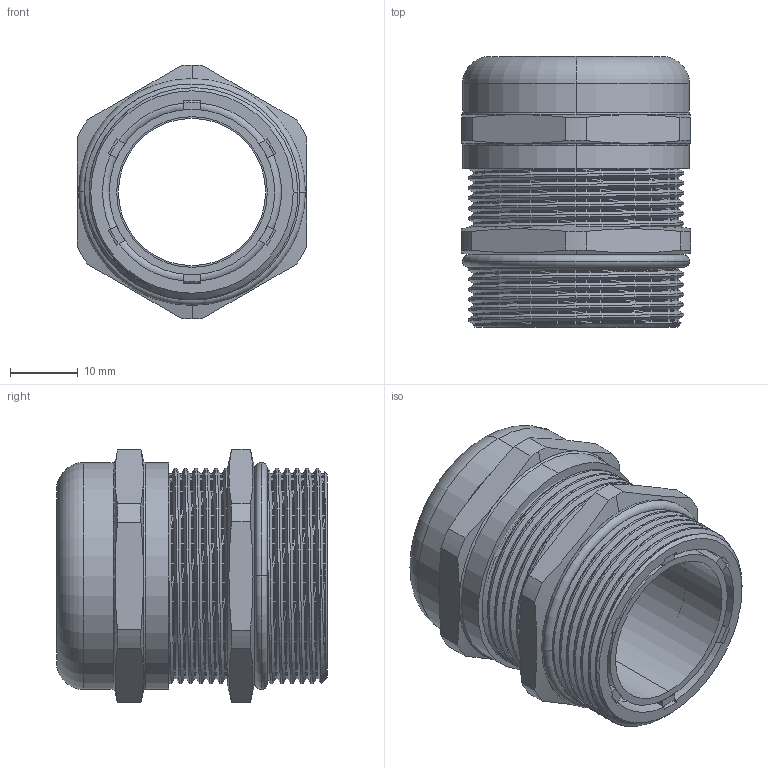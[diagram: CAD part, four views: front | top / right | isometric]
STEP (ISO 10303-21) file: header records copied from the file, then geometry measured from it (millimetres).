
FILE_DESCRIPTION (( 'STEP AP203' ), '1' );
FILE_NAME ('2532.STEP', '2025-09-26T13:32:17', ( '' ), ( '' ), 'SwSTEP 2.0', 'SolidWorks 2022', '' );
FILE_SCHEMA (( 'CONFIG_CONTROL_DESIGN' ));
Length unit declared in the file: millimetre
Products named in the file (7): Guarnizione; 2532-Corpo; 2532; Gabbia; Oring gabbia; 2532-Testina; Oring Corpo
Assembly tree (6 placements, depth 2):
  2532
    2532-Corpo
    Gabbia
    Oring gabbia
    Oring Corpo
    2532-Testina
    Guarnizione
Bounding box: 34 x 40.1 x 37.6 mm (x, y, z)
Volume: 14644.3 mm3; surface area: 22340.5 mm2
Topology: 12 solids, 12 shells, 449 faces, 1200 edges, 783 vertices
Faces by surface type: cylinder 212, plane 166, torus 37, cone 25, bspline 9
Entity records: 22409 total; most frequent: CARTESIAN_POINT 10842, ORIENTED_EDGE 2400, DIRECTION 2205, EDGE_CURVE 1200, AXIS2_PLACEMENT_3D 828, VERTEX_POINT 783, LINE 549, VECTOR 549
